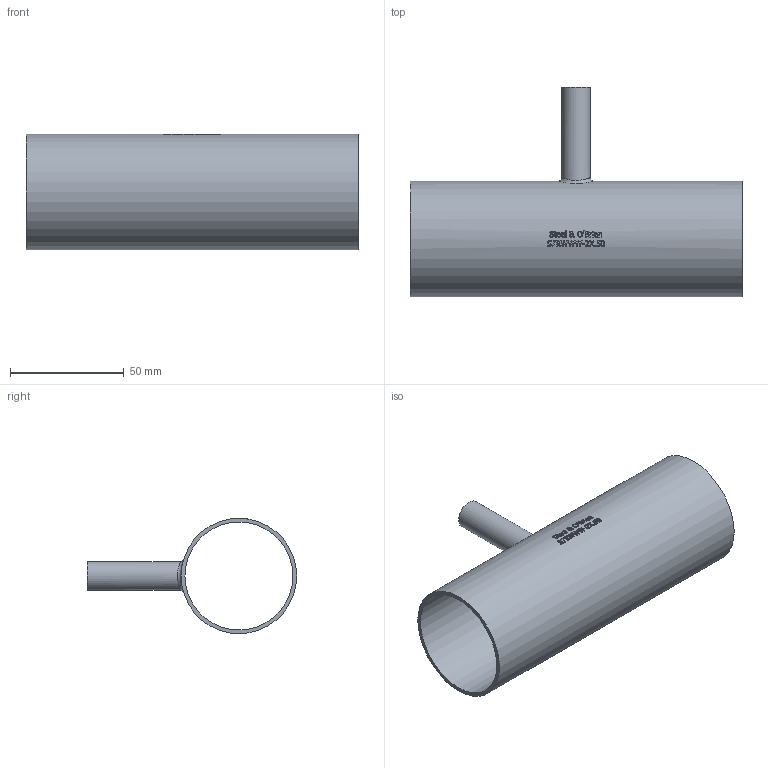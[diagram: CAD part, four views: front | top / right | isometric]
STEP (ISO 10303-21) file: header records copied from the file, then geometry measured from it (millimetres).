
FILE_DESCRIPTION(/* description */ (''),/* implementation_level */ '2;1');
FILE_NAME(/* name */ 'S7RWWW-2X.50.stp',/* time_stamp */ '2018-11-28T14:58:21-05:00',/* author */ ('ken'),/* organization */ (''),/* preprocessor_version */ 'ST-DEVELOPER v15.2',/* originating_system */ 'Autodesk Inventor 2014',/* authorisation */ '');
FILE_SCHEMA (('AUTOMOTIVE_DESIGN { 1 0 10303 214 3 1 1 }'));
Length unit declared in the file: inch
Products named in the file (1): S7RWWW-2X.50
Bounding box: 146.05 x 92.08 x 50.8 mm (x, y, z)
Volume: 39511.3 mm3; surface area: 48425.1 mm2
Topology: 1 solids, 1 shells, 396 faces, 1075 edges, 717 vertices
Faces by surface type: bspline 179, plane 177, cylinder 40
Full cylindrical faces by diameter (mm): 9.398 x1, 12.7 x1, 47.498 x1, 50.8 x1
Entity records: 15965 total; most frequent: CARTESIAN_POINT 6986, ORIENTED_EDGE 2132, DIRECTION 1340, EDGE_CURVE 1066, VERTEX_POINT 713, LINE 510, VECTOR 510, EDGE_LOOP 441
